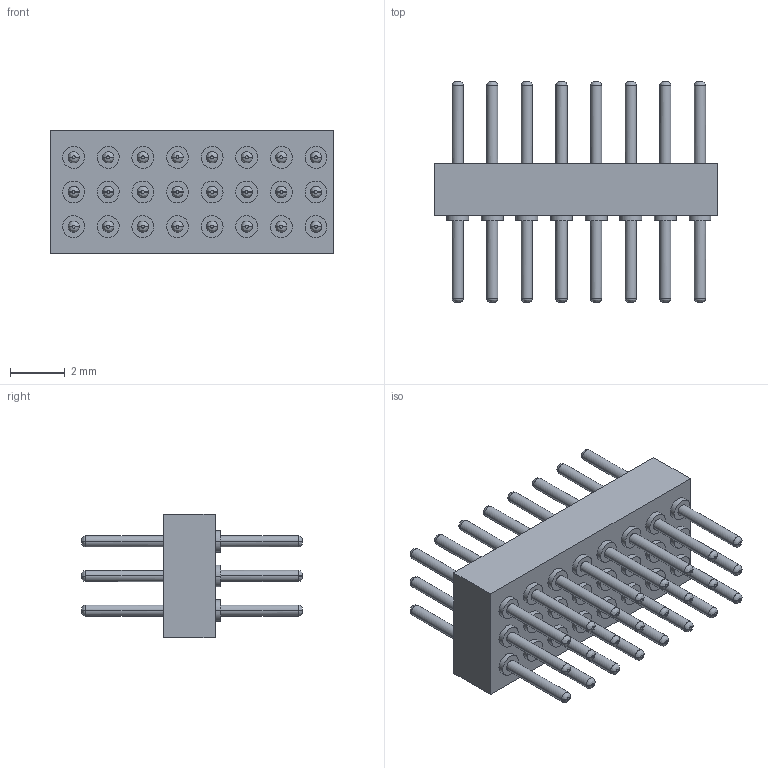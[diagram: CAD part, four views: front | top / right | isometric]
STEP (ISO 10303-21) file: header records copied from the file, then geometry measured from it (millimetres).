
FILE_DESCRIPTION( ('This file contains a STEP AP42 implementation' ,'as created by ZW3D STEP Interface translator.') ,'2;1' );
FILE_NAME( '3514-193XXSXX081X1.stp' ,'231011. 91033', (''), ('ZWCAD Software Co.'), 'Version 1.0', 'ZW3D to STEP translator', '' );
FILE_SCHEMA(('AUTOMOTIVE_DESIGN { 1 0 10303 214 1 1 1 1 }'));
Length unit declared in the file: millimetre
Products named in the file (2): 0; 3514-19320SXX081X1
Bounding box: 10.37 x 8.1 x 4.52 mm (x, y, z)
Volume: 109.6 mm3; surface area: 357.6 mm2
Topology: 1 solids, 1 shells, 486 faces, 996 edges, 584 vertices
Faces by surface type: bspline 360, plane 78, cone 48
Entity records: 32208 total; most frequent: CARTESIAN_POINT 24955, ORIENTED_EDGE 1992, EDGE_CURVE 996, B_SPLINE_CURVE_WITH_KNOTS 968, VERTEX_POINT 584, EDGE_LOOP 558, FACE_OUTER_BOUND 486, ADVANCED_FACE 486
